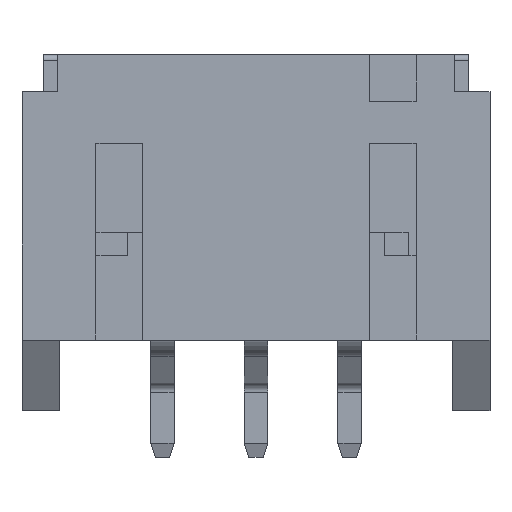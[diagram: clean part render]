
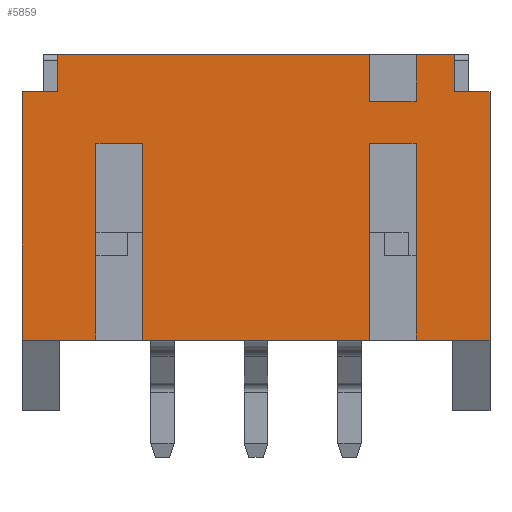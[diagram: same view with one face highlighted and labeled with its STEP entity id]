
A CAD part, top view. The second image highlights one B-rep face of the part: STEP entity #5859.
In plain terms, the highlighted planar face has unit normal (0, 0, 1).
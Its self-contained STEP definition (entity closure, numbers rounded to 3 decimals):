
#293=DIRECTION('',(1.,0.,0.));
#294=VECTOR('',#293,0.83);
#295=CARTESIAN_POINT('',(3.42,7.6,2.775));
#296=LINE('',#295,#294);
#309=DIRECTION('',(1.,0.,0.));
#310=VECTOR('',#309,6.67);
#311=CARTESIAN_POINT('',(-4.25,7.6,2.775));
#312=LINE('',#311,#310);
#737=DIRECTION('',(1.,0.,0.));
#738=VECTOR('',#737,1.58);
#739=CARTESIAN_POINT('',(-5.,1.5,2.775));
#740=LINE('',#739,#738);
#741=DIRECTION('',(1.,0.,0.));
#742=VECTOR('',#741,1.58);
#743=CARTESIAN_POINT('',(3.42,1.5,2.775));
#744=LINE('',#743,#742);
#1256=DIRECTION('',(0.,1.,0.));
#1257=VECTOR('',#1256,5.3);
#1258=CARTESIAN_POINT('',(5.,1.5,2.775));
#1259=LINE('',#1258,#1257);
#1276=DIRECTION('',(0.,-1.,0.));
#1277=VECTOR('',#1276,0.8);
#1278=CARTESIAN_POINT('',(4.25,7.6,2.775));
#1279=LINE('',#1278,#1277);
#1280=DIRECTION('',(-1.,0.,0.));
#1281=VECTOR('',#1280,0.75);
#1282=CARTESIAN_POINT('',(5.,6.8,2.775));
#1283=LINE('',#1282,#1281);
#1284=DIRECTION('',(0.,1.,0.));
#1285=VECTOR('',#1284,4.2);
#1286=CARTESIAN_POINT('',(3.42,1.5,2.775));
#1287=LINE('',#1286,#1285);
#1288=DIRECTION('',(-1.,0.,0.));
#1289=VECTOR('',#1288,1.);
#1290=CARTESIAN_POINT('',(3.42,5.7,2.775));
#1291=LINE('',#1290,#1289);
#1292=DIRECTION('',(0.,1.,0.));
#1293=VECTOR('',#1292,4.2);
#1294=CARTESIAN_POINT('',(2.42,1.5,2.775));
#1295=LINE('',#1294,#1293);
#1296=DIRECTION('',(-1.,0.,0.));
#1297=VECTOR('',#1296,4.84);
#1298=CARTESIAN_POINT('',(2.42,1.5,2.775));
#1299=LINE('',#1298,#1297);
#1300=DIRECTION('',(0.,1.,0.));
#1301=VECTOR('',#1300,4.2);
#1302=CARTESIAN_POINT('',(-2.42,1.5,2.775));
#1303=LINE('',#1302,#1301);
#1304=DIRECTION('',(-1.,0.,0.));
#1305=VECTOR('',#1304,1.);
#1306=CARTESIAN_POINT('',(-2.42,5.7,2.775));
#1307=LINE('',#1306,#1305);
#1308=DIRECTION('',(0.,1.,0.));
#1309=VECTOR('',#1308,4.2);
#1310=CARTESIAN_POINT('',(-3.42,1.5,2.775));
#1311=LINE('',#1310,#1309);
#1312=DIRECTION('',(0.,1.,0.));
#1313=VECTOR('',#1312,5.3);
#1314=CARTESIAN_POINT('',(-5.,1.5,2.775));
#1315=LINE('',#1314,#1313);
#1316=DIRECTION('',(1.,0.,0.));
#1317=VECTOR('',#1316,0.75);
#1318=CARTESIAN_POINT('',(-5.,6.8,2.775));
#1319=LINE('',#1318,#1317);
#1320=DIRECTION('',(0.,-1.,0.));
#1321=VECTOR('',#1320,0.8);
#1322=CARTESIAN_POINT('',(-4.25,7.6,2.775));
#1323=LINE('',#1322,#1321);
#1324=DIRECTION('',(0.,-1.,0.));
#1325=VECTOR('',#1324,1.);
#1326=CARTESIAN_POINT('',(2.42,7.6,2.775));
#1327=LINE('',#1326,#1325);
#1328=DIRECTION('',(1.,0.,0.));
#1329=VECTOR('',#1328,1.);
#1330=CARTESIAN_POINT('',(2.42,6.6,2.775));
#1331=LINE('',#1330,#1329);
#1332=DIRECTION('',(0.,-1.,0.));
#1333=VECTOR('',#1332,1.);
#1334=CARTESIAN_POINT('',(3.42,7.6,2.775));
#1335=LINE('',#1334,#1333);
#3367=CARTESIAN_POINT('',(-5.,6.8,2.775));
#3368=VERTEX_POINT('',#3367);
#3371=CARTESIAN_POINT('',(-4.25,7.6,2.775));
#3372=CARTESIAN_POINT('',(-4.25,6.8,2.775));
#3373=VERTEX_POINT('',#3371);
#3374=VERTEX_POINT('',#3372);
#3469=CARTESIAN_POINT('',(-2.42,5.7,2.775));
#3470=CARTESIAN_POINT('',(-3.42,5.7,2.775));
#3471=VERTEX_POINT('',#3469);
#3472=VERTEX_POINT('',#3470);
#3473=CARTESIAN_POINT('',(3.42,5.7,2.775));
#3474=CARTESIAN_POINT('',(2.42,5.7,2.775));
#3475=VERTEX_POINT('',#3473);
#3476=VERTEX_POINT('',#3474);
#3489=CARTESIAN_POINT('',(3.42,7.6,2.775));
#3490=VERTEX_POINT('',#3489);
#3491=CARTESIAN_POINT('',(2.42,7.6,2.775));
#3492=VERTEX_POINT('',#3491);
#3493=CARTESIAN_POINT('',(2.42,6.6,2.775));
#3494=CARTESIAN_POINT('',(3.42,6.6,2.775));
#3495=VERTEX_POINT('',#3493);
#3496=VERTEX_POINT('',#3494);
#3497=CARTESIAN_POINT('',(2.42,1.5,2.775));
#3498=CARTESIAN_POINT('',(-2.42,1.5,2.775));
#3499=VERTEX_POINT('',#3497);
#3500=VERTEX_POINT('',#3498);
#3501=CARTESIAN_POINT('',(-3.42,1.5,2.775));
#3503=VERTEX_POINT('',#3501);
#3505=CARTESIAN_POINT('',(3.42,1.5,2.775));
#3507=VERTEX_POINT('',#3505);
#3545=CARTESIAN_POINT('',(-5.,1.5,2.775));
#3546=VERTEX_POINT('',#3545);
#3549=CARTESIAN_POINT('',(5.,1.5,2.775));
#3550=VERTEX_POINT('',#3549);
#3728=CARTESIAN_POINT('',(4.25,6.8,2.775));
#3730=VERTEX_POINT('',#3728);
#3859=CARTESIAN_POINT('',(4.25,7.6,2.775));
#3860=VERTEX_POINT('',#3859);
#3861=CARTESIAN_POINT('',(5.,6.8,2.775));
#3862=VERTEX_POINT('',#3861);
#5823=CARTESIAN_POINT('',(-5.,0.,2.775));
#5824=DIRECTION('',(0.,0.,1.));
#5825=DIRECTION('',(1.,0.,0.));
#5826=AXIS2_PLACEMENT_3D('',#5823,#5824,#5825);
#5827=PLANE('',#5826);
#5828=ORIENTED_EDGE('',*,*,#5638,.T.);
#5830=ORIENTED_EDGE('',*,*,#5829,.F.);
#5831=ORIENTED_EDGE('',*,*,#5811,.F.);
#5832=ORIENTED_EDGE('',*,*,#5303,.F.);
#5833=ORIENTED_EDGE('',*,*,#4613,.T.);
#5835=ORIENTED_EDGE('',*,*,#5834,.T.);
#5837=ORIENTED_EDGE('',*,*,#5836,.F.);
#5838=ORIENTED_EDGE('',*,*,#5296,.T.);
#5840=ORIENTED_EDGE('',*,*,#5839,.T.);
#5842=ORIENTED_EDGE('',*,*,#5841,.T.);
#5843=ORIENTED_EDGE('',*,*,#4678,.F.);
#5844=ORIENTED_EDGE('',*,*,#5289,.F.);
#5845=ORIENTED_EDGE('',*,*,#4486,.T.);
#5847=ORIENTED_EDGE('',*,*,#5846,.T.);
#5848=ORIENTED_EDGE('',*,*,#4885,.F.);
#5849=ORIENTED_EDGE('',*,*,#4804,.T.);
#5851=ORIENTED_EDGE('',*,*,#5850,.T.);
#5853=ORIENTED_EDGE('',*,*,#5852,.T.);
#5855=ORIENTED_EDGE('',*,*,#5854,.F.);
#5856=ORIENTED_EDGE('',*,*,#4796,.T.);
#5857=EDGE_LOOP('',(#5828,#5830,#5831,#5832,#5833,#5835,#5837,#5838,#5840,#5842,
#5843,#5844,#5845,#5847,#5848,#5849,#5851,#5853,#5855,#5856));
#5858=FACE_OUTER_BOUND('',#5857,.F.);
#4486=EDGE_CURVE('',#3546,#3368,#1315,.T.);
#4613=EDGE_CURVE('',#3507,#3475,#1287,.T.);
#4678=EDGE_CURVE('',#3503,#3472,#1311,.T.);
#4796=EDGE_CURVE('',#3490,#3860,#296,.T.);
#4804=EDGE_CURVE('',#3373,#3492,#312,.T.);
#4885=EDGE_CURVE('',#3373,#3374,#1323,.T.);
#5289=EDGE_CURVE('',#3546,#3503,#740,.T.);
#5296=EDGE_CURVE('',#3499,#3500,#1299,.T.);
#5303=EDGE_CURVE('',#3507,#3550,#744,.T.);
#5638=EDGE_CURVE('',#3860,#3730,#1279,.T.);
#5811=EDGE_CURVE('',#3550,#3862,#1259,.T.);
#5829=EDGE_CURVE('',#3862,#3730,#1283,.T.);
#5834=EDGE_CURVE('',#3475,#3476,#1291,.T.);
#5836=EDGE_CURVE('',#3499,#3476,#1295,.T.);
#5839=EDGE_CURVE('',#3500,#3471,#1303,.T.);
#5841=EDGE_CURVE('',#3471,#3472,#1307,.T.);
#5846=EDGE_CURVE('',#3368,#3374,#1319,.T.);
#5850=EDGE_CURVE('',#3492,#3495,#1327,.T.);
#5852=EDGE_CURVE('',#3495,#3496,#1331,.T.);
#5854=EDGE_CURVE('',#3490,#3496,#1335,.T.);
#5859=ADVANCED_FACE('',(#5858),#5827,.T.);
